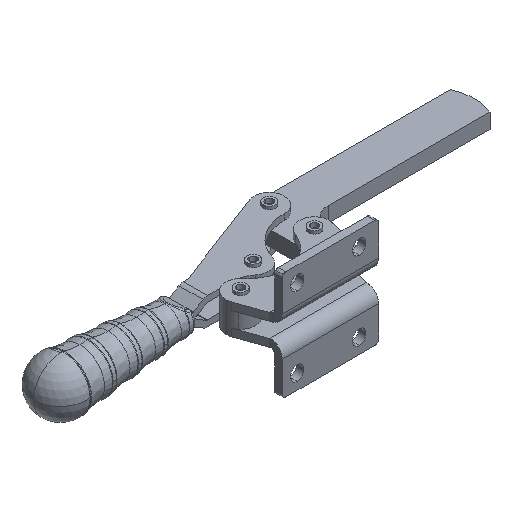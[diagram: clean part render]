
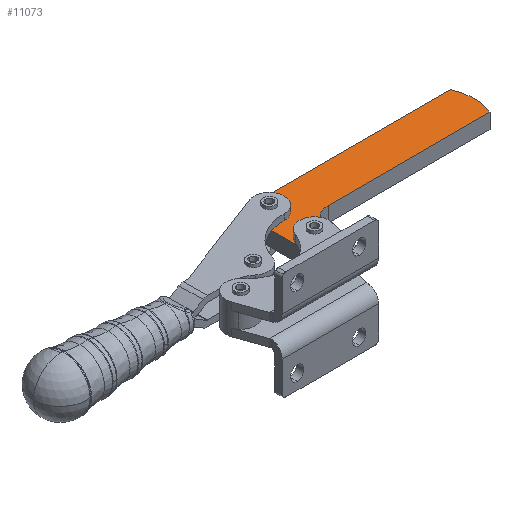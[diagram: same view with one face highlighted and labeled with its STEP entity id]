
A CAD part, isometric view. The second image highlights one B-rep face of the part: STEP entity #11073.
In plain terms, the highlighted planar face has unit normal (0, 0, 1).
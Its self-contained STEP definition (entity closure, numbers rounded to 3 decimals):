
#643=CARTESIAN_POINT('',(36.48,68.839,-5.));
#644=VERTEX_POINT('',#643);
#662=CARTESIAN_POINT('',(29.281,65.911,-5.0));
#663=VERTEX_POINT('',#662);
#670=CARTESIAN_POINT('',(29.409,75.91,-5.));
#671=DIRECTION('',(0.,0.,-1.));
#672=DIRECTION('',(-0.353,0.935,0.));
#673=AXIS2_PLACEMENT_3D('',#670,#671,#672);
#674=CIRCLE('',#673,10.);
#675=EDGE_CURVE('',#644,#663,#674,.T.);
#762=CARTESIAN_POINT('',(29.409,85.91,-5.));
#763=VERTEX_POINT('',#762);
#764=CARTESIAN_POINT('',(29.409,75.91,-5.));
#765=DIRECTION('',(0.,0.,-1.));
#766=DIRECTION('',(-0.353,0.935,0.));
#767=AXIS2_PLACEMENT_3D('',#764,#765,#766);
#768=CIRCLE('',#767,10.);
#769=EDGE_CURVE('',#763,#644,#768,.T.);
#9992=CARTESIAN_POINT('',(19.409,47.727,-5.));
#9993=VERTEX_POINT('',#9992);
#10916=CARTESIAN_POINT('',(19.409,64.374,-5.0));
#10917=VERTEX_POINT('',#10916);
#10925=CARTESIAN_POINT('',(28.896,35.913,-5.));
#10926=DIRECTION('',(0.,0.,1.));
#10927=DIRECTION('',(0.954,-0.301,0.));
#10928=AXIS2_PLACEMENT_3D('',#10925,#10926,#10927);
#10929=CIRCLE('',#10928,30.);
#10930=EDGE_CURVE('',#663,#10917,#10929,.T.);
#10999=CARTESIAN_POINT('',(59.909,59.91,-5.0));
#11000=DIRECTION('',(0.0,0.0,1.0));
#11001=DIRECTION('',(0.0,-1.0,0.0));
#11002=AXIS2_PLACEMENT_3D('',#10999,#11000,#11001);
#11003=PLANE('',#11002);
#11004=ORIENTED_EDGE('',*,*,#10930,.T.);
#11005=CARTESIAN_POINT('',(19.409,47.727,-5.));
#11006=DIRECTION('',(0.0,1.0,0.0));
#11007=VECTOR('',#11006,16.647);
#11008=LINE('',#11005,#11007);
#11009=EDGE_CURVE('',#9993,#10917,#11008,.T.);
#11010=ORIENTED_EDGE('',*,*,#11009,.F.);
#11011=CARTESIAN_POINT('',(19.953,49.163,-5.));
#11012=VERTEX_POINT('',#11011);
#11013=CARTESIAN_POINT('',(-3.687,57.297,-5.0));
#11014=DIRECTION('',(0.0,0.0,1.));
#11015=DIRECTION('',(-0.769,-0.64,0.0));
#11016=AXIS2_PLACEMENT_3D('',#11013,#11014,#11015);
#11017=CIRCLE('',#11016,25.);
#11018=EDGE_CURVE('',#9993,#11012,#11017,.T.);
#11019=ORIENTED_EDGE('',*,*,#11018,.T.);
#11020=CARTESIAN_POINT('',(39.409,45.91,-5.));
#11021=VERTEX_POINT('',#11020);
#11022=CARTESIAN_POINT('',(29.409,45.91,-5.));
#11023=DIRECTION('',(0.,0.,-1.0));
#11024=DIRECTION('',(-0.968,0.25,0.));
#11025=AXIS2_PLACEMENT_3D('',#11022,#11023,#11024);
#11026=CIRCLE('',#11025,10.);
#11027=EDGE_CURVE('',#11012,#11021,#11026,.T.);
#11028=ORIENTED_EDGE('',*,*,#11027,.T.);
#11029=CARTESIAN_POINT('',(39.409,46.91,-5.));
#11030=VERTEX_POINT('',#11029);
#11031=CARTESIAN_POINT('',(39.409,46.91,-5.));
#11032=DIRECTION('',(0.0,-1.0,0.0));
#11033=VECTOR('',#11032,1.);
#11034=LINE('',#11031,#11033);
#11035=EDGE_CURVE('',#11030,#11021,#11034,.T.);
#11036=ORIENTED_EDGE('',*,*,#11035,.F.);
#11037=CARTESIAN_POINT('',(52.409,59.91,-5.0));
#11038=VERTEX_POINT('',#11037);
#11039=CARTESIAN_POINT('',(52.409,46.91,-5.0));
#11040=DIRECTION('',(0.0,0.0,1.0));
#11041=DIRECTION('',(0.0,1.0,0.0));
#11042=AXIS2_PLACEMENT_3D('',#11039,#11040,#11041);
#11043=CIRCLE('',#11042,13.);
#11044=EDGE_CURVE('',#11038,#11030,#11043,.T.);
#11045=ORIENTED_EDGE('',*,*,#11044,.F.);
#11046=CARTESIAN_POINT('',(159.905,59.91,-5.));
#11047=VERTEX_POINT('',#11046);
#11048=CARTESIAN_POINT('',(159.905,59.91,-5.));
#11049=DIRECTION('',(-1.0,0.0,0.0));
#11050=VECTOR('',#11049,107.496);
#11051=LINE('',#11048,#11050);
#11052=EDGE_CURVE('',#11047,#11038,#11051,.T.);
#11053=ORIENTED_EDGE('',*,*,#11052,.F.);
#11054=CARTESIAN_POINT('',(159.905,85.91,-5.));
#11055=VERTEX_POINT('',#11054);
#11056=CARTESIAN_POINT('',(127.409,72.91,-5.0));
#11057=DIRECTION('',(0.,0.,1.));
#11058=DIRECTION('',(0.928,-0.371,0.));
#11059=AXIS2_PLACEMENT_3D('',#11056,#11057,#11058);
#11060=CIRCLE('',#11059,35.0);
#11061=EDGE_CURVE('',#11047,#11055,#11060,.T.);
#11062=ORIENTED_EDGE('',*,*,#11061,.T.);
#11063=CARTESIAN_POINT('',(159.905,85.91,-5.));
#11064=DIRECTION('',(-1.0,0.0,0.0));
#11065=VECTOR('',#11064,130.496);
#11066=LINE('',#11063,#11065);
#11067=EDGE_CURVE('',#11055,#763,#11066,.T.);
#11068=ORIENTED_EDGE('',*,*,#11067,.T.);
#11069=ORIENTED_EDGE('',*,*,#769,.T.);
#11070=ORIENTED_EDGE('',*,*,#675,.T.);
#11071=EDGE_LOOP('',(#11004,#11010,#11019,#11028,#11036,#11045,#11053,#11062,#11068,#11069,#11070));
#11072=FACE_OUTER_BOUND('',#11071,.T.);
#11073=ADVANCED_FACE('',(#11072),#11003,.T.);
